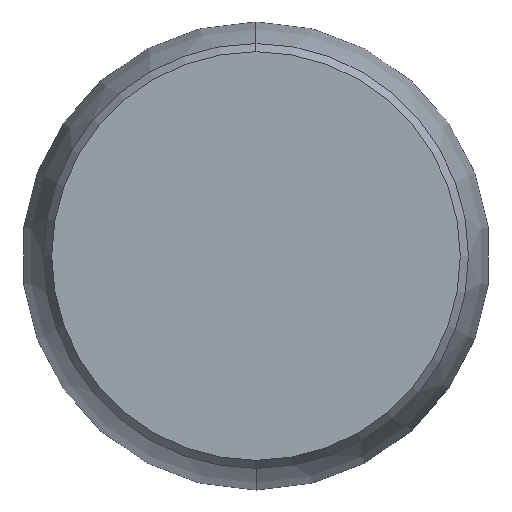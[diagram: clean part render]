
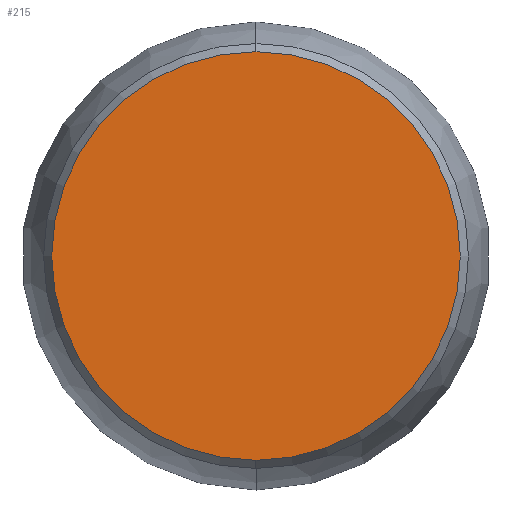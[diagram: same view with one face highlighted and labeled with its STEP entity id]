
A CAD part, left-side view. The second image highlights one B-rep face of the part: STEP entity #215.
In plain terms, the highlighted planar face has unit normal (-1, 0, 0).
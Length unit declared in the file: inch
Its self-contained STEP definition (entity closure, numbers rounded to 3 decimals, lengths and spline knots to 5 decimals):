
#15 = FACE_OUTER_BOUND ( 'NONE', #306, .T. ) ;
#48 = EDGE_CURVE ( 'NONE', #323, #333, #261, .T. ) ;
#58 = AXIS2_PLACEMENT_3D ( 'NONE', #420, #462, #463 ) ;
#67 = EDGE_CURVE ( 'NONE', #333, #323, #372, .T. ) ;
#87 = AXIS2_PLACEMENT_3D ( 'NONE', #496, #472, #402 ) ;
#103 = AXIS2_PLACEMENT_3D ( 'NONE', #129, #123, #147 ) ;
#123 = DIRECTION ( 'NONE',  ( -1., 0., 0. ) ) ;
#125 = PLANE ( 'NONE',  #103 ) ;
#129 = CARTESIAN_POINT ( 'NONE',  ( 0., 0., 0. ) ) ;
#145 = CARTESIAN_POINT ( 'NONE',  ( 0., 0., 0.025 ) ) ;
#147 = DIRECTION ( 'NONE',  ( 0., 0., 1. ) ) ;
#186 = CARTESIAN_POINT ( 'NONE',  ( 0., 0., -0.025 ) ) ;
#215 = ADVANCED_FACE ( 'NONE', ( #15 ), #125, .T. ) ;
#261 = CIRCLE ( 'NONE', #58, 0.025 ) ;
#267 = ORIENTED_EDGE ( 'NONE', *, *, #48, .F. ) ;
#306 = EDGE_LOOP ( 'NONE', ( #267, #307 ) ) ;
#307 = ORIENTED_EDGE ( 'NONE', *, *, #67, .F. ) ;
#323 = VERTEX_POINT ( 'NONE', #186 ) ;
#333 = VERTEX_POINT ( 'NONE', #145 ) ;
#372 = CIRCLE ( 'NONE', #87, 0.025 ) ;
#402 = DIRECTION ( 'NONE',  ( 0., 0., -1. ) ) ;
#420 = CARTESIAN_POINT ( 'NONE',  ( 0., 0., 0. ) ) ;
#462 = DIRECTION ( 'NONE',  ( 1., 0., 0. ) ) ;
#463 = DIRECTION ( 'NONE',  ( 0., 0., -1. ) ) ;
#472 = DIRECTION ( 'NONE',  ( 1., 0., 0. ) ) ;
#496 = CARTESIAN_POINT ( 'NONE',  ( 0., 0., 0. ) ) ;
